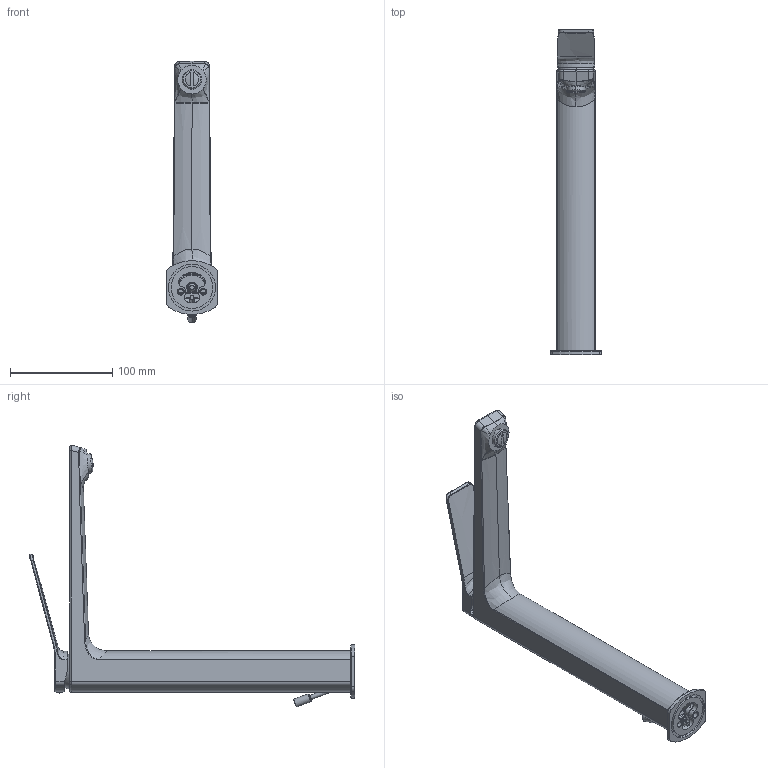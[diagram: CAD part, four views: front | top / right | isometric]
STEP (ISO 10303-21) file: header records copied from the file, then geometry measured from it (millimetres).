
FILE_DESCRIPTION((''),'2;1');
FILE_NAME('TI085CR','2021-11-09T08:08:36',('ut3'),('PAFFONI SpA'),'CREO PARAMETRIC BY PTC INC, 2020044','CREO PARAMETRIC BY PTC INC, 2020044','');
FILE_SCHEMA(('CONFIG_CONTROL_DESIGN','SHAPE_APPEARANCE_LAYERS_GROUPS'));
Length unit declared in the file: millimetre
Products named in the file (1): TI085CR
Bounding box: 50 x 318.82 x 256.33 mm (x, y, z)
Volume: 236852.4 mm3; surface area: 124063.8 mm2
Topology: 3 solids, 3 shells, 704 faces, 1681 edges, 964 vertices
Faces by surface type: bspline 222, cylinder 209, plane 149, cone 82, torus 30, sphere 12
Entity records: 52705 total; most frequent: CARTESIAN_POINT 33506, ORIENTED_EDGE 3298, DIRECTION 2508, EDGE_CURVE 1649, AXIS2_PLACEMENT_3D 980, VERTEX_POINT 964, EDGE_LOOP 743, FACE_OUTER_BOUND 704
